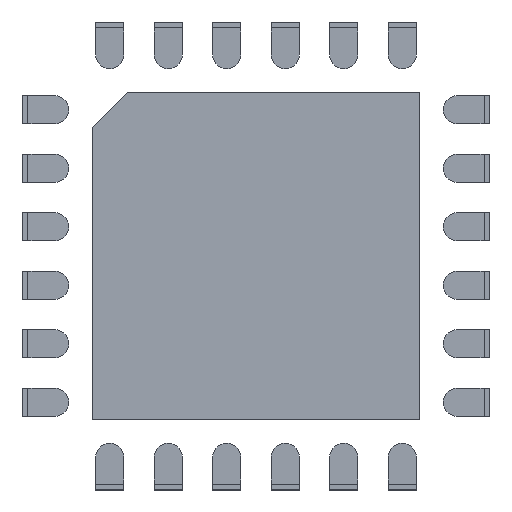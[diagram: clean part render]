
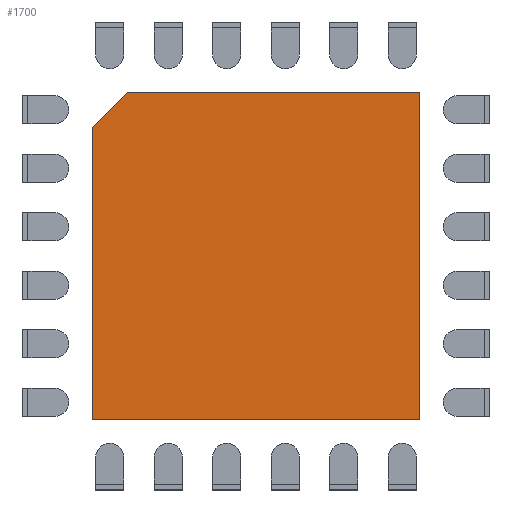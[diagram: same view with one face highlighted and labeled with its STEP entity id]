
A CAD part, top view. The second image highlights one B-rep face of the part: STEP entity #1700.
In plain terms, the highlighted planar face has unit normal (0, 0, 1).
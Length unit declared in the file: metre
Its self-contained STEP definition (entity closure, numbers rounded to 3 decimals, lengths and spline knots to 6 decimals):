
#966 = EDGE_CURVE( '', #2501, #2264, #2502, .T. );
#1314 = EDGE_CURVE( '', #2432, #3043, #3044, .T. );
#1436 = EDGE_CURVE( '', #3202, #2501, #3203, .T. );
#1700 = ADVANCED_FACE( '', ( #3537 ), #3538, .F. );
#1954 = EDGE_CURVE( '', #2264, #2432, #3838, .T. );
#2064 = EDGE_CURVE( '', #3043, #3202, #3963, .T. );
#2264 = VERTEX_POINT( '', #4206 );
#2432 = VERTEX_POINT( '', #4434 );
#2501 = VERTEX_POINT( '', #4539 );
#2502 = LINE( '', #4540, #4541 );
#3043 = VERTEX_POINT( '', #5303 );
#3044 = LINE( '', #5304, #5305 );
#3202 = VERTEX_POINT( '', #5548 );
#3203 = LINE( '', #5549, #5550 );
#3537 = FACE_OUTER_BOUND( '', #6039, .T. );
#3538 = PLANE( '', #6040 );
#3838 = LINE( '', #6512, #6513 );
#3963 = LINE( '', #6715, #6716 );
#4206 = CARTESIAN_POINT( '', ( -0.0014, 0.0011, 0.00005 ) );
#4434 = CARTESIAN_POINT( '', ( -0.0011, 0.0014, 0.00005 ) );
#4539 = CARTESIAN_POINT( '', ( -0.0014, -0.0014, 0.00005 ) );
#4540 = CARTESIAN_POINT( '', ( -0.0014, -0.0014, 0.00005 ) );
#4541 = VECTOR( '', #7039, 1. );
#5303 = CARTESIAN_POINT( '', ( 0.0014, 0.0014, 0.00005 ) );
#5304 = CARTESIAN_POINT( '', ( -0.0011, 0.0014, 0.00005 ) );
#5305 = VECTOR( '', #7657, 1. );
#5548 = CARTESIAN_POINT( '', ( 0.0014, -0.0014, 0.00005 ) );
#5549 = CARTESIAN_POINT( '', ( 0.0014, -0.0014, 0.00005 ) );
#5550 = VECTOR( '', #7843, 1. );
#6039 = EDGE_LOOP( '', ( #8361, #8362, #8363, #8364, #8365 ) );
#6040 = AXIS2_PLACEMENT_3D( '', #8366, #8367, #8368 );
#6512 = CARTESIAN_POINT( '', ( -0.0014, 0.0011, 0.00005 ) );
#6513 = VECTOR( '', #8775, 1. );
#6715 = CARTESIAN_POINT( '', ( 0.0014, 0.0014, 0.00005 ) );
#6716 = VECTOR( '', #8947, 1. );
#7039 = DIRECTION( '', ( 0., 1., 0. ) );
#7657 = DIRECTION( '', ( 1., 0., 0. ) );
#7843 = DIRECTION( '', ( -1., 0., 0. ) );
#8361 = ORIENTED_EDGE( '', *, *, #2064, .F. );
#8362 = ORIENTED_EDGE( '', *, *, #1314, .F. );
#8363 = ORIENTED_EDGE( '', *, *, #1954, .F. );
#8364 = ORIENTED_EDGE( '', *, *, #966, .F. );
#8365 = ORIENTED_EDGE( '', *, *, #1436, .F. );
#8366 = CARTESIAN_POINT( '', ( 0.000024, -0.000024, 0.00005 ) );
#8367 = DIRECTION( '', ( 0., 0., -1. ) );
#8368 = DIRECTION( '', ( -1., 0., 0. ) );
#8775 = DIRECTION( '', ( 0.707, 0.707, 0. ) );
#8947 = DIRECTION( '', ( 0., -1., 0. ) );
